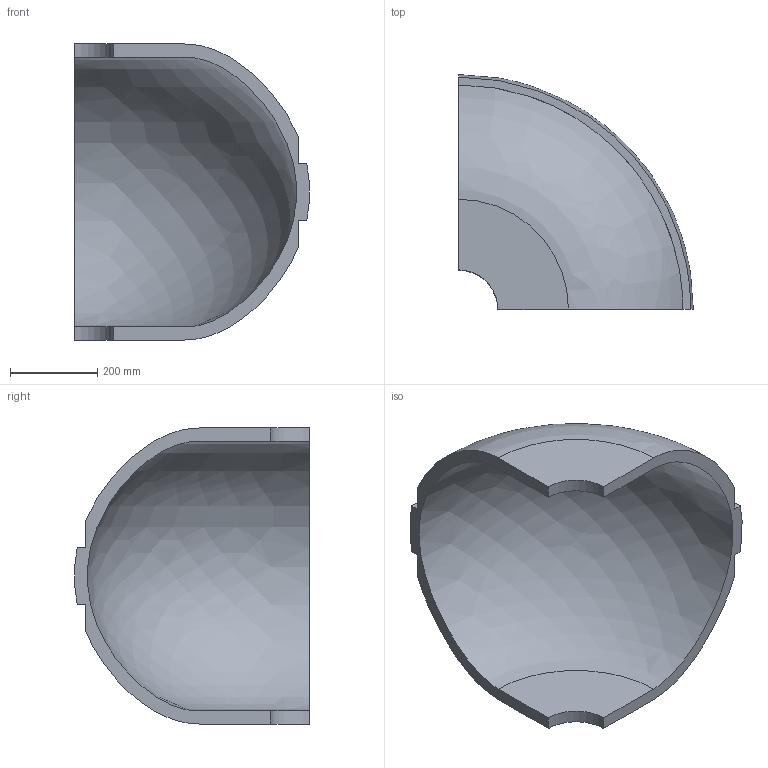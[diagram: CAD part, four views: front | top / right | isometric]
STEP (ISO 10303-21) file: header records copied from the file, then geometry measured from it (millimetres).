
FILE_DESCRIPTION(('Open CASCADE Model'),'2;1');
FILE_NAME('Open CASCADE Shape Model','2021-06-09T00:13:21',('Author'),( 'Open CASCADE'),'Open CASCADE STEP processor 7.5','Open CASCADE 7.5' ,'Unknown');
FILE_SCHEMA(('AUTOMOTIVE_DESIGN { 1 0 10303 214 1 1 1 1 }'));
Length unit declared in the file: millimetre
Products named in the file (5): CQ assembly; outboard_rear_blanket_wall; outboard_rear_blanket_wall_part; 1e48544e-c8af-11eb-820f-7085c2b1c2e1; 1e48544e-c8af-11eb-820f-7085c2b1c2e1_part
Assembly tree (4 placements, depth 4):
  CQ assembly
    outboard_rear_blanket_wall
      outboard_rear_blanket_wall_part
      1e48544e-c8af-11eb-820f-7085c2b1c2e1
        1e48544e-c8af-11eb-820f-7085c2b1c2e1_part
Bounding box: 539.25 x 539.25 x 680 mm (x, y, z)
Volume: 20229417.2 mm3; surface area: 1520537.1 mm2
Topology: 1 solids, 1 shells, 16 faces, 42 edges, 28 vertices
Faces by surface type: plane 8, cylinder 4, revolution 4
Entity records: 2737 total; most frequent: CARTESIAN_POINT 1835, DIRECTION 146, ORIENTED_EDGE 84, PCURVE 84, DEFINITIONAL_REPRESENTATION 84, LINE 78, VECTOR 78, EDGE_CURVE 42
